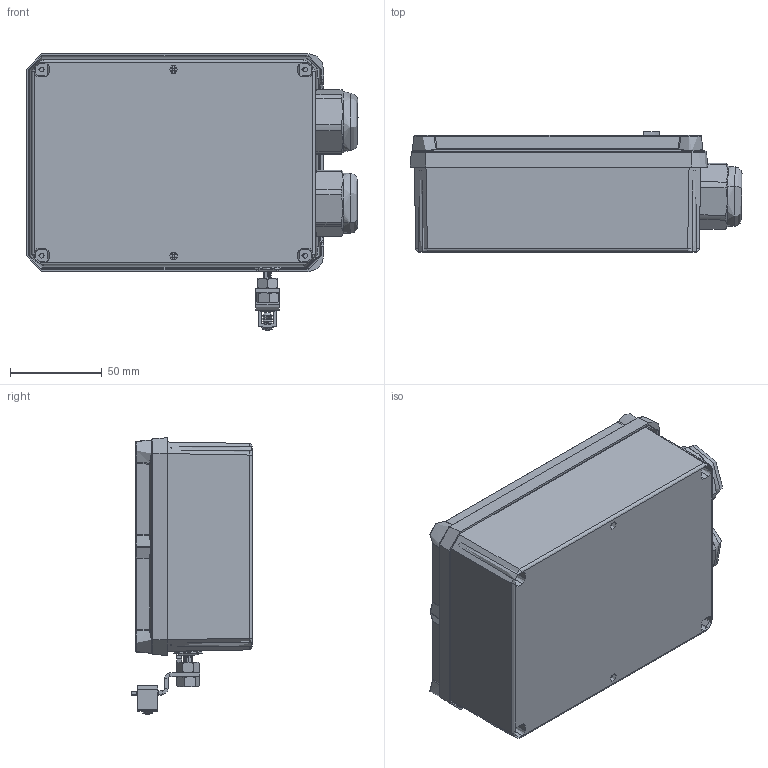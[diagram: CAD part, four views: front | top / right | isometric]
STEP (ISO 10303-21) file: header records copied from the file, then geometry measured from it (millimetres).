
FILE_DESCRIPTION (( 'STEP AP214' ), '1' );
FILE_NAME ('1101-1025-E.STEP', '2019-01-25T18:32:07', ( '' ), ( '' ), 'SwSTEP 2.0', 'SolidWorks 2018', '' );
FILE_SCHEMA (( 'AUTOMOTIVE_DESIGN' ));
Length unit declared in the file: inch
Products named in the file (39): 2103-028; 1229-0900; 1101-1025-E; 2500-477; 2101-021; 2102-240; 2103-030_Uncompressed; 2022-157_E226; SSCUPSLT 0.25-20x0.375-S; Binding Head Screw_AI; 2100-012; SAU-70 part2; 2103-030; SSCUPSLT 0.25-20x0.375-S_SSCUPSLT 0.25-20x0.375-S; 2003-2624; 2021-223; 2022-157; SAU-70 part1; 2105-280; Binding Head Screw_AI_2102-306
Assembly tree (33 placements, depth 3):
  2103-028
  1101-1025-E
    2101-021
    2500-477
    2102-240
    2103-030
    2500-477
    2102-240
    2100-012
    2102-240
    2102-240
    2100-012
  SSCUPSLT 0.25-20x0.375-S
  Binding Head Screw_AI
  1101-1025-E
    2022-157_E226
    2102-240  x4
    2003-2624
    2021-223
    2105-280
      SAU-70 part1
      SAU-70 part2
      SSCUPSLT 0.25-20x0.375-S_SSCUPSLT 0.25-20x0.375-S
    2100-012  x2
    2103-028
    2101-021
    2500-477  x2
    Binding Head Screw_AI_2102-306  x4
    2103-030_Uncompressed
    1229-0900
Bounding box: 181.21 x 65.7 x 151.04 mm (x, y, z)
Volume: 263975.8 mm3; surface area: 212306.1 mm2
Topology: 23 solids, 23 shells, 2094 faces, 5511 edges, 3557 vertices
Faces by surface type: plane 907, cylinder 506, bspline 370, cone 236, torus 61, sphere 14
Entity records: 84157 total; most frequent: CARTESIAN_POINT 41900, ORIENTED_EDGE 9092, DIRECTION 6907, EDGE_CURVE 4546, VERTEX_POINT 2927, VECTOR 2365, LINE 2365, AXIS2_PLACEMENT_3D 2271
